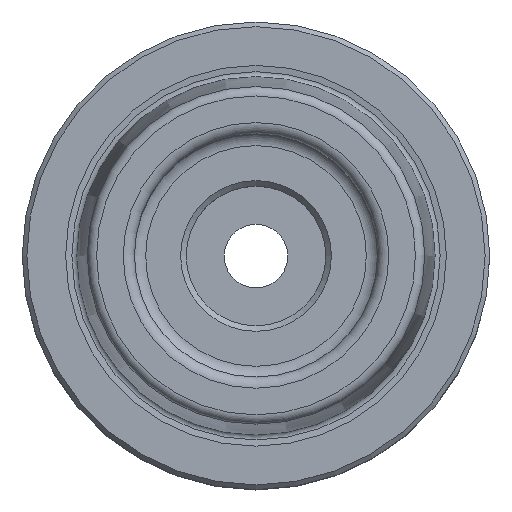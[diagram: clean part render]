
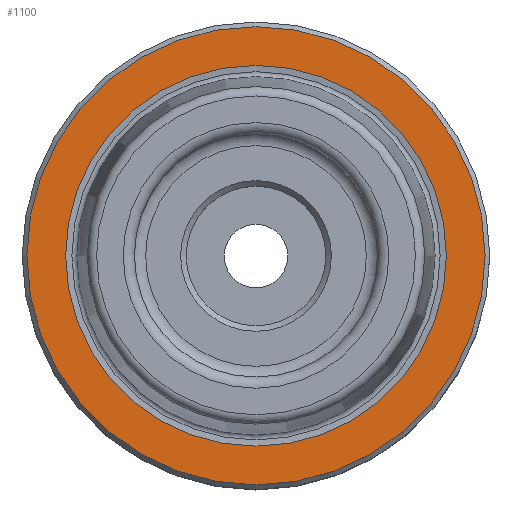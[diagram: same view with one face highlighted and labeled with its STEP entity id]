
A CAD part, top view. The second image highlights one B-rep face of the part: STEP entity #1100.
In plain terms, the highlighted planar face has unit normal (0, 0, 1).
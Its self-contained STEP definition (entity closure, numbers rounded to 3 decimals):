
#119=ORIENTED_EDGE('',*,*,#225,.T.);
#120=ORIENTED_EDGE('',*,*,#224,.F.);
#224=EDGE_CURVE('',#286,#286,#348,.T.);
#225=EDGE_CURVE('',#287,#287,#349,.T.);
#286=VERTEX_POINT('',#1597);
#287=VERTEX_POINT('',#1600);
#348=CIRCLE('',#1194,20.358);
#349=CIRCLE('',#1196,24.5);
#429=EDGE_LOOP('',(#119));
#430=EDGE_LOOP('',(#120));
#553=FACE_BOUND('',#429,.T.);
#554=FACE_BOUND('',#430,.T.);
#636=PLANE('',#1195);
#1100=ADVANCED_FACE('',(#553,#554),#636,.T.);
#1194=AXIS2_PLACEMENT_3D('',#1596,#1370,#1371);
#1195=AXIS2_PLACEMENT_3D('',#1598,#1372,#1373);
#1196=AXIS2_PLACEMENT_3D('',#1599,#1374,#1375);
#1370=DIRECTION('',(0.,0.,1.));
#1371=DIRECTION('',(1.,0.,0.));
#1372=DIRECTION('',(0.,0.,1.));
#1373=DIRECTION('',(1.,0.,0.));
#1374=DIRECTION('',(0.,0.,1.));
#1375=DIRECTION('',(1.,0.,0.));
#1596=CARTESIAN_POINT('',(0.,0.,0.));
#1597=CARTESIAN_POINT('',(20.358,0.,0.));
#1598=CARTESIAN_POINT('',(20.358,0.,0.));
#1599=CARTESIAN_POINT('',(0.,0.,0.));
#1600=CARTESIAN_POINT('',(24.5,0.,0.));
